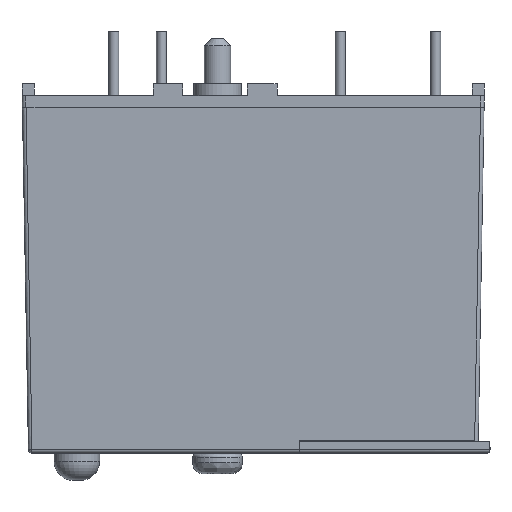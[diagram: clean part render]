
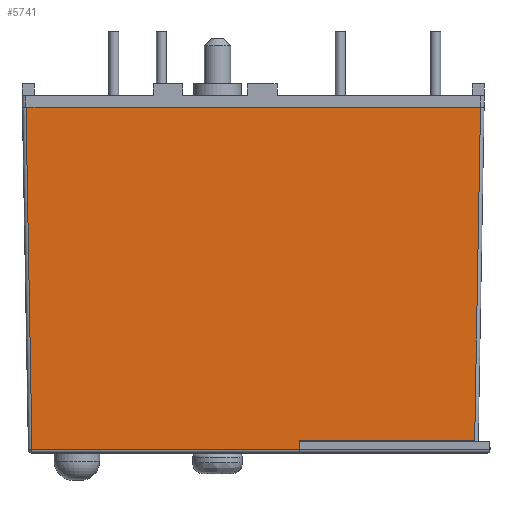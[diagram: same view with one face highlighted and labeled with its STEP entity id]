
A CAD part, front view. The second image highlights one B-rep face of the part: STEP entity #5741.
In plain terms, the highlighted planar face has unit normal (0, 1, 0.018).
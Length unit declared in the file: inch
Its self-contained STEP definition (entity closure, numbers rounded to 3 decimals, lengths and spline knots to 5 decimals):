
#149 = VECTOR ( 'NONE', #8173, 39.37008 ) ;
#150 = VECTOR ( 'NONE', #8184, 39.37008 ) ;
#151 = VECTOR ( 'NONE', #8196, 39.37008 ) ;
#181 = VECTOR ( 'NONE', #345, 39.37008 ) ;
#291 = VECTOR ( 'NONE', #8408, 39.37008 ) ;
#345 = DIRECTION ( 'NONE',  ( 0., 0.017, -1. ) ) ;
#346 = CARTESIAN_POINT ( 'NONE',  ( 0.1922, -0.20778, -0.81763 ) ) ;
#1234 = DIRECTION ( 'NONE',  ( 0., -0.017, 1. ) ) ;
#1235 = DIRECTION ( 'NONE',  ( 0., 1., 0.017 ) ) ;
#1236 = CARTESIAN_POINT ( 'NONE',  ( -0.95326, -0.19526, -1.53526 ) ) ;
#1237 = PLANE ( 'NONE',  #8641 ) ;
#2392 = CARTESIAN_POINT ( 'NONE',  ( 0.92882, -0.19587, -1.5 ) ) ;
#2393 = CARTESIAN_POINT ( 'NONE',  ( 0.1922, -0.19526, -1.53526 ) ) ;
#2662 = CARTESIAN_POINT ( 'NONE',  ( -0.9282, -0.19526, -1.53526 ) ) ;
#2666 = CARTESIAN_POINT ( 'NONE',  ( 0.95326, -0.22031, -0.1 ) ) ;
#2766 = CARTESIAN_POINT ( 'NONE',  ( 0.92882, -0.19589, -1.499 ) ) ;
#2852 = CARTESIAN_POINT ( 'NONE',  ( -0.95326, -0.22031, -0.1 ) ) ;
#2863 = CARTESIAN_POINT ( 'NONE',  ( 0.1922, -0.19589, -1.499 ) ) ;
#3236 = EDGE_CURVE ( 'NONE', #4897, #5297, #9127, .T. ) ;
#3247 = EDGE_CURVE ( 'NONE', #4984, #4897, #9121, .T. ) ;
#3293 = EDGE_CURVE ( 'NONE', #5069, #5298, #9277, .T. ) ;
#3294 = EDGE_CURVE ( 'NONE', #4908, #5069, #8968, .T. ) ;
#3295 = EDGE_CURVE ( 'NONE', #5072, #4908, #9283, .T. ) ;
#3296 = EDGE_CURVE ( 'NONE', #5297, #5072, #8979, .T. ) ;
#3297 = EDGE_CURVE ( 'NONE', #5298, #4984, #8977, .T. ) ;
#4076 = EDGE_LOOP ( 'NONE', ( #4699, #4701, #4700, #4702, #4703, #4704, #4705 ) ) ;
#4699 = ORIENTED_EDGE ( 'NONE', *, *, #3293, .T. ) ;
#4700 = ORIENTED_EDGE ( 'NONE', *, *, #3247, .T. ) ;
#4701 = ORIENTED_EDGE ( 'NONE', *, *, #3297, .T. ) ;
#4702 = ORIENTED_EDGE ( 'NONE', *, *, #3236, .T. ) ;
#4703 = ORIENTED_EDGE ( 'NONE', *, *, #3296, .T. ) ;
#4704 = ORIENTED_EDGE ( 'NONE', *, *, #3295, .T. ) ;
#4705 = ORIENTED_EDGE ( 'NONE', *, *, #3294, .T. ) ;
#4897 = VERTEX_POINT ( 'NONE', #2863 ) ;
#4908 = VERTEX_POINT ( 'NONE', #2852 ) ;
#4984 = VERTEX_POINT ( 'NONE', #2766 ) ;
#5069 = VERTEX_POINT ( 'NONE', #2666 ) ;
#5072 = VERTEX_POINT ( 'NONE', #2662 ) ;
#5297 = VERTEX_POINT ( 'NONE', #2393 ) ;
#5298 = VERTEX_POINT ( 'NONE', #2392 ) ;
#5741 = ADVANCED_FACE ( 'NONE', ( #6065 ), #1237, .T. ) ;
#6065 = FACE_OUTER_BOUND ( 'NONE', #4076, .T. ) ;
#8173 = DIRECTION ( 'NONE',  ( 0., -0.017, 1. ) ) ;
#8180 = CARTESIAN_POINT ( 'NONE',  ( 0.92882, -0.20778, -0.81763 ) ) ;
#8184 = DIRECTION ( 'NONE',  ( -1., 0., 0. ) ) ;
#8185 = CARTESIAN_POINT ( 'NONE',  ( 0., -0.19526, -1.53526 ) ) ;
#8189 = CARTESIAN_POINT ( 'NONE',  ( -0.95326, -0.22031, -0.1 ) ) ;
#8190 = CARTESIAN_POINT ( 'NONE',  ( -0.94491, -0.21196, -0.57842 ) ) ;
#8191 = CARTESIAN_POINT ( 'NONE',  ( -0.93656, -0.20361, -1.05684 ) ) ;
#8193 = CARTESIAN_POINT ( 'NONE',  ( -0.9282, -0.19526, -1.53526 ) ) ;
#8196 = DIRECTION ( 'NONE',  ( 1., 0., 0. ) ) ;
#8198 = CARTESIAN_POINT ( 'NONE',  ( 0., -0.22031, -0.1 ) ) ;
#8200 = CARTESIAN_POINT ( 'NONE',  ( 0.92882, -0.19587, -1.5 ) ) ;
#8201 = CARTESIAN_POINT ( 'NONE',  ( 0.93697, -0.20402, -1.03333 ) ) ;
#8202 = CARTESIAN_POINT ( 'NONE',  ( 0.94511, -0.21216, -0.56667 ) ) ;
#8205 = CARTESIAN_POINT ( 'NONE',  ( 0.95326, -0.22031, -0.1 ) ) ;
#8408 = DIRECTION ( 'NONE',  ( -1., 0., 0. ) ) ;
#8424 = CARTESIAN_POINT ( 'NONE',  ( 0., -0.19589, -1.499 ) ) ;
#8641 = AXIS2_PLACEMENT_3D ( 'NONE', #1236, #1235, #1234 ) ;
#8968 = LINE ( 'NONE', #8198, #151 ) ;
#8977 = LINE ( 'NONE', #8180, #149 ) ;
#8979 = LINE ( 'NONE', #8185, #150 ) ;
#9121 = LINE ( 'NONE', #8424, #291 ) ;
#9127 = LINE ( 'NONE', #346, #181 ) ;
#9277 = B_SPLINE_CURVE_WITH_KNOTS ( 'NONE', 3,
 ( #8205, #8202, #8201, #8200 ),
 .UNSPECIFIED., .F., .F.,
 ( 4, 4 ),
 ( 0., 1. ),
 .UNSPECIFIED. ) ;
#9283 = B_SPLINE_CURVE_WITH_KNOTS ( 'NONE', 3,
 ( #8193, #8191, #8190, #8189 ),
 .UNSPECIFIED., .F., .F.,
 ( 4, 4 ),
 ( 0., 1. ),
 .UNSPECIFIED. ) ;
